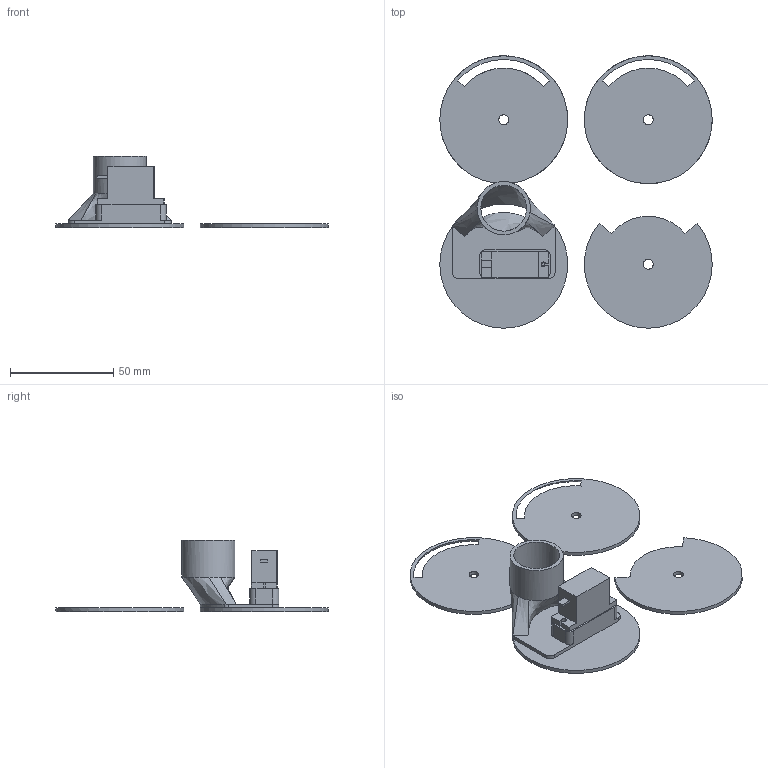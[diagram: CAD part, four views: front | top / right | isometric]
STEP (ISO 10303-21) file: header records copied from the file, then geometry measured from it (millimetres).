
FILE_DESCRIPTION(/* description */ (''),/* implementation_level */ '2;1');
FILE_NAME(/* name */ 'Air Valve 3rd Prototype v20.step',/* time_stamp */ '2021-11-11T20:55:58+01:00',/* author */ (''),/* organization */ (''),/* preprocessor_version */ 'ST-DEVELOPER v18.1',/* originating_system */ 'Autodesk Translation Framework v10.10.0.1391',/* authorisation */ '');
FILE_SCHEMA (('AUTOMOTIVE_DESIGN { 1 0 10303 214 3 1 1 }'));
Length unit declared in the file: millimetre
Products named in the file (6): Air Valve 3rd Prototype; _SG90 9g Micro Servo.e43d2cae-f814-41ba-8a0c-7b5be9030956; servo; splined-drive; Air Restrictor; Air Duct
Assembly tree (5 placements, depth 3):
  Air Valve 3rd Prototype
    _SG90 9g Micro Servo.e43d2cae-f814-41ba-8a0c-7b5be9030956
      servo
      splined-drive
    Air Restrictor
    Air Duct
Bounding box: 131.97 x 131.97 x 34.6 mm (x, y, z)
Volume: 36137.6 mm3; surface area: 37110.7 mm2
Topology: 7 solids, 7 shells, 139 faces, 369 edges, 250 vertices
Faces by surface type: plane 72, cylinder 54, bspline 8, cone 3, torus 2
Full cylindrical faces by diameter (mm): 1.6 x2, 1.95 x1, 4.8 x4, 4.92 x2, 5.05 x1, 22.2 x1, 25.8 x1, 61.966 x3
Entity records: 5213 total; most frequent: CARTESIAN_POINT 1519, ORIENTED_EDGE 738, DIRECTION 738, EDGE_CURVE 369, AXIS2_PLACEMENT_3D 266, VERTEX_POINT 250, LINE 206, VECTOR 206
